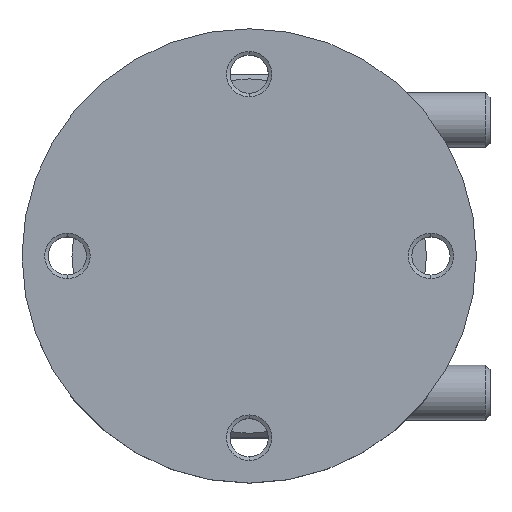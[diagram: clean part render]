
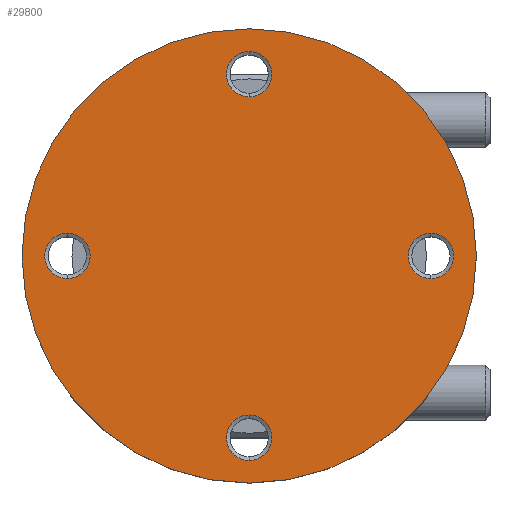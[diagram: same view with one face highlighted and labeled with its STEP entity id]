
A CAD part, top view. The second image highlights one B-rep face of the part: STEP entity #29800.
In plain terms, the highlighted face is planar.
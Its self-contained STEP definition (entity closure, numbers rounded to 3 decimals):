
#29000=CARTESIAN_POINT('',(0.,0.,0.));
#29010=DIRECTION('',(0.,0.,1.));
#29020=DIRECTION('',(1.,0.,0.));
#29030=AXIS2_PLACEMENT_3D('',#29000,#29010,#29020);
#29040=PLANE('',#29030);
#29050=CARTESIAN_POINT('',(20.,0.,0.));
#29060=DIRECTION('',(0.,0.,-1.));
#29070=DIRECTION('',(-1.,0.,0.));
#29080=AXIS2_PLACEMENT_3D('',#29050,#29060,#29070);
#29090=CIRCLE('',#29080,2.5);
#29100=CARTESIAN_POINT('',(17.5,0.,0.));
#29110=VERTEX_POINT('',#29100);
#29120=CARTESIAN_POINT('',(22.5,0.,0.));
#29130=VERTEX_POINT('',#29120);
#29140=EDGE_CURVE('',#29110,#29130,#29090,.T.);
#29150=ORIENTED_EDGE('',*,*,#29140,.F.);
#29160=EDGE_CURVE('',#29130,#29110,#29090,.T.);
#29170=ORIENTED_EDGE('',*,*,#29160,.F.);
#29180=EDGE_LOOP('',(#29170,#29150));
#29190=FACE_BOUND('',#29180,.T.);
#29200=CARTESIAN_POINT('',(-20.,0.,0.));
#29210=DIRECTION('',(0.,0.,-1.));
#29220=DIRECTION('',(-1.,0.,0.));
#29230=AXIS2_PLACEMENT_3D('',#29200,#29210,#29220);
#29240=CIRCLE('',#29230,2.5);
#29250=CARTESIAN_POINT('',(-22.5,0.,
0.));
#29260=VERTEX_POINT('',#29250);
#29270=CARTESIAN_POINT('',(-17.5,0.,0.));
#29280=VERTEX_POINT('',#29270);
#29290=EDGE_CURVE('',#29260,#29280,#29240,.T.);
#29300=ORIENTED_EDGE('',*,*,#29290,.F.);
#29310=EDGE_CURVE('',#29280,#29260,#29240,.T.);
#29320=ORIENTED_EDGE('',*,*,#29310,.F.);
#29330=EDGE_LOOP('',(#29320,#29300));
#29340=FACE_BOUND('',#29330,.T.);
#29350=CARTESIAN_POINT('',(0.,20.,0.));
#29360=DIRECTION('',(0.,0.,-1.));
#29370=DIRECTION('',(-1.,0.,0.));
#29380=AXIS2_PLACEMENT_3D('',#29350,#29360,#29370);
#29390=CIRCLE('',#29380,2.5);
#29400=CARTESIAN_POINT('',(-2.5,20.,0.));
#29410=VERTEX_POINT('',#29400);
#29420=CARTESIAN_POINT('',(2.5,20.,0.));
#29430=VERTEX_POINT('',#29420);
#29440=EDGE_CURVE('',#29410,#29430,#29390,.T.);
#29450=ORIENTED_EDGE('',*,*,#29440,.F.);
#29460=EDGE_CURVE('',#29430,#29410,#29390,.T.);
#29470=ORIENTED_EDGE('',*,*,#29460,.F.);
#29480=EDGE_LOOP('',(#29470,#29450));
#29490=FACE_BOUND('',#29480,.T.);
#29500=CARTESIAN_POINT('',(0.,-20.,0.));
#29510=DIRECTION('',(0.,0.,-1.));
#29520=DIRECTION('',(-1.,0.,0.));
#29530=AXIS2_PLACEMENT_3D('',#29500,#29510,#29520);
#29540=CIRCLE('',#29530,2.5);
#29550=CARTESIAN_POINT('',(-2.5,-20.,0.));
#29560=VERTEX_POINT('',#29550);
#29570=CARTESIAN_POINT('',(2.5,-20.,0.));
#29580=VERTEX_POINT('',#29570);
#29590=EDGE_CURVE('',#29560,#29580,#29540,.T.);
#29600=ORIENTED_EDGE('',*,*,#29590,.F.);
#29610=EDGE_CURVE('',#29580,#29560,#29540,.T.);
#29620=ORIENTED_EDGE('',*,*,#29610,.F.);
#29630=EDGE_LOOP('',(#29620,#29600));
#29640=FACE_BOUND('',#29630,.T.);
#29650=CARTESIAN_POINT('',(0.,0.,0.));
#29660=DIRECTION('',(0.,0.,1.));
#29670=DIRECTION('',(1.,0.,0.));
#29680=AXIS2_PLACEMENT_3D('',#29650,#29660,#29670);
#29690=CIRCLE('',#29680,25.);
#29700=CARTESIAN_POINT('',(25.,0.,0.));
#29710=VERTEX_POINT('',#29700);
#29720=CARTESIAN_POINT('',(-25.,0.,0.));
#29730=VERTEX_POINT('',#29720);
#29740=EDGE_CURVE('',#29710,#29730,#29690,.T.);
#29750=ORIENTED_EDGE('',*,*,#29740,.F.);
#29760=EDGE_CURVE('',#29730,#29710,#29690,.T.);
#29770=ORIENTED_EDGE('',*,*,#29760,.F.);
#29780=EDGE_LOOP('',(#29770,#29750));
#29790=FACE_OUTER_BOUND('',#29780,.T.);
#29800=ADVANCED_FACE('',(#29190,#29340,#29490,#29640,#29790),#29040,.F.)
;
